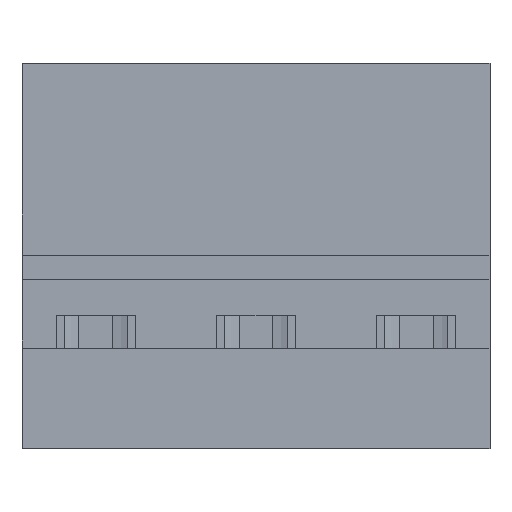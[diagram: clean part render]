
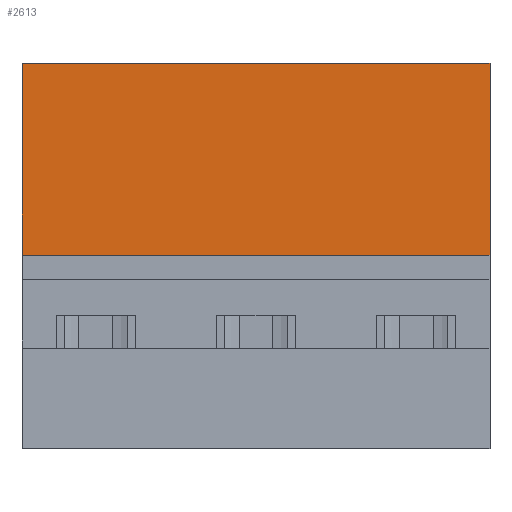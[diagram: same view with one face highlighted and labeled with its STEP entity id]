
A CAD part, top view. The second image highlights one B-rep face of the part: STEP entity #2613.
In plain terms, the highlighted planar face has unit normal (0, 0, 1).
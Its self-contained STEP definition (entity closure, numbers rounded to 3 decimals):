
#2605=AXIS2_PLACEMENT_3D('Plane Axis2P3D',#2602,#2603,#2604) ;
#56=CARTESIAN_POINT('Vertex',(14.6,12.,9.18)) ;
#59=CARTESIAN_POINT('Line Origine',(14.6,9.01,9.18)) ;
#63=CARTESIAN_POINT('Vertex',(14.6,6.02,9.18)) ;
#643=CARTESIAN_POINT('Line Origine',(7.3,6.02,9.18)) ;
#647=CARTESIAN_POINT('Vertex',(0.,6.02,9.18)) ;
#763=CARTESIAN_POINT('Vertex',(0.,12.,9.18)) ;
#766=CARTESIAN_POINT('Line Origine',(7.3,12.,9.18)) ;
#2459=CARTESIAN_POINT('Line Origine',(0.,9.01,9.18)) ;
#2602=CARTESIAN_POINT('Axis2P3D Location',(0.,3.12,9.18)) ;
#60=DIRECTION('Vector Direction',(0.,1.,0.)) ;
#644=DIRECTION('Vector Direction',(1.,0.,0.)) ;
#767=DIRECTION('Vector Direction',(1.,0.,0.)) ;
#2460=DIRECTION('Vector Direction',(0.,-1.,0.)) ;
#2603=DIRECTION('Axis2P3D Direction',(0.,0.,-1.)) ;
#2604=DIRECTION('Axis2P3D XDirection',(0.,1.,0.)) ;
#61=VECTOR('Line Direction',#60,1.) ;
#645=VECTOR('Line Direction',#644,1.) ;
#768=VECTOR('Line Direction',#767,1.) ;
#2461=VECTOR('Line Direction',#2460,1.) ;
#2608=ORIENTED_EDGE('',*,*,#770,.F.) ;
#2609=ORIENTED_EDGE('',*,*,#2463,.T.) ;
#2610=ORIENTED_EDGE('',*,*,#649,.T.) ;
#2611=ORIENTED_EDGE('',*,*,#65,.T.) ;
#2613=ADVANCED_FACE('Housing',(#2612),#2606,.F.) ;
#65=EDGE_CURVE('',#64,#57,#62,.T.) ;
#649=EDGE_CURVE('',#648,#64,#646,.T.) ;
#770=EDGE_CURVE('',#764,#57,#769,.T.) ;
#2463=EDGE_CURVE('',#764,#648,#2462,.T.) ;
#2607=EDGE_LOOP('',(#2608,#2609,#2610,#2611)) ;
#2612=FACE_OUTER_BOUND('',#2607,.T.) ;
#62=LINE('Line',#59,#61) ;
#646=LINE('Line',#643,#645) ;
#769=LINE('Line',#766,#768) ;
#2462=LINE('Line',#2459,#2461) ;
#2606=PLANE('',#2605) ;
#57=VERTEX_POINT('',#56) ;
#64=VERTEX_POINT('',#63) ;
#648=VERTEX_POINT('',#647) ;
#764=VERTEX_POINT('',#763) ;
